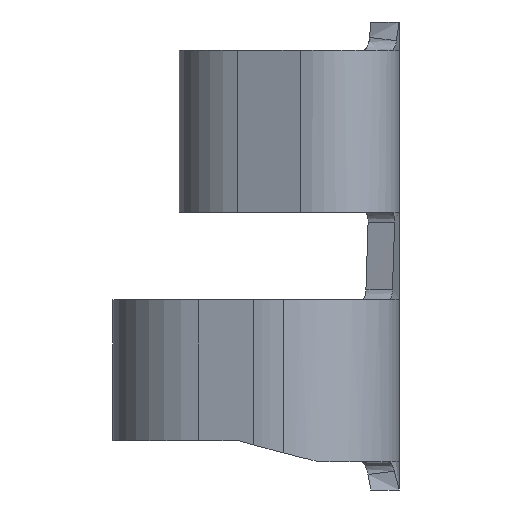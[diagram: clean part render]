
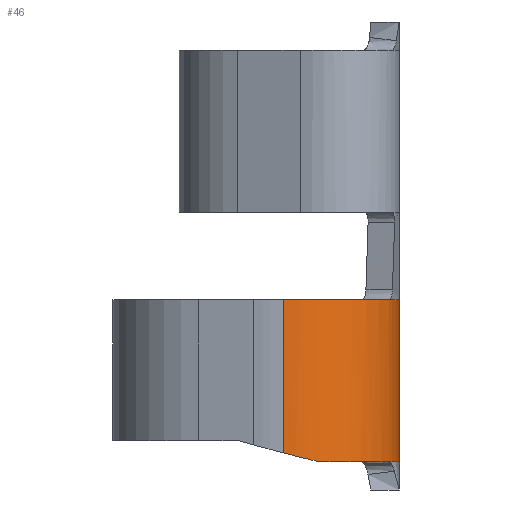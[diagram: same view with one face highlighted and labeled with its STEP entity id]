
A CAD part, left-side view. The second image highlights one B-rep face of the part: STEP entity #46.
In plain terms, the highlighted cylindrical face has radius 2.083 mm (diameter 4.166 mm), a partial arc.
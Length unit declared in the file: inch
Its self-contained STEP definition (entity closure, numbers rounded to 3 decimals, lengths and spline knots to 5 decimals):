
#46 = ADVANCED_FACE ( 'NONE', ( #6549 ), #1913, .T. ) ;
#213 = CARTESIAN_POINT ( 'NONE',  ( -0.333, 0.082, -0.1397 ) ) ;
#401 = LINE ( 'NONE', #2549, #5250 ) ;
#481 = DIRECTION ( 'NONE',  ( 0., 0., -1. ) ) ;
#570 = VERTEX_POINT ( 'NONE', #832 ) ;
#664 = CARTESIAN_POINT ( 'NONE',  ( -0.33315, 0.08201, -0.031 ) ) ;
#725 = CARTESIAN_POINT ( 'NONE',  ( -0.32896, 0.05657, -0.146 ) ) ;
#749 = EDGE_CURVE ( 'NONE', #570, #1438, #3157, .T. ) ;
#832 = CARTESIAN_POINT ( 'NONE',  ( -0.251, 0., -0.031 ) ) ;
#845 = CARTESIAN_POINT ( 'NONE',  ( -0.26992, 0.00208, -0.146 ) ) ;
#852 = VERTEX_POINT ( 'NONE', #5766 ) ;
#921 = CARTESIAN_POINT ( 'NONE',  ( -0.32533, 0.04548, -0.146 ) ) ;
#982 = VERTEX_POINT ( 'NONE', #5428 ) ;
#1044 = EDGE_CURVE ( 'NONE', #5646, #1299, #401, .T. ) ;
#1061 = EDGE_CURVE ( 'NONE', #570, #852, #6601, .T. ) ;
#1077 = EDGE_LOOP ( 'NONE', ( #1514, #4233, #6631, #4137, #6345, #4995, #1560, #2729, #5836 ) ) ;
#1184 = CARTESIAN_POINT ( 'NONE',  ( -0.2852, 0.00743, -0.146 ) ) ;
#1200 = CARTESIAN_POINT ( 'NONE',  ( -0.31169, 0.02471, -0.031 ) ) ;
#1299 = VERTEX_POINT ( 'NONE', #4051 ) ;
#1343 = CARTESIAN_POINT ( 'NONE',  ( -0.32896, 0.05657, -0.146 ) ) ;
#1381 = CARTESIAN_POINT ( 'NONE',  ( -0.25101, 0., -0.146 ) ) ;
#1392 = DIRECTION ( 'NONE',  ( -1., 0., 0. ) ) ;
#1438 = VERTEX_POINT ( 'NONE', #4246 ) ;
#1450 = CARTESIAN_POINT ( 'NONE',  ( -0.29518, 0.01268, -0.146 ) ) ;
#1483 = CARTESIAN_POINT ( 'NONE',  ( -0.28117, 0.00572, -0.031 ) ) ;
#1495 = CARTESIAN_POINT ( 'NONE',  ( -0.27005, 0.00168, -0.031 ) ) ;
#1514 = ORIENTED_EDGE ( 'NONE', *, *, #2500, .T. ) ;
#1560 = ORIENTED_EDGE ( 'NONE', *, *, #749, .F. ) ;
#1725 = CARTESIAN_POINT ( 'NONE',  ( -0.27902, 0.00489, -0.146 ) ) ;
#1873 = EDGE_CURVE ( 'NONE', #3845, #982, #3497, .T. ) ;
#1913 = CYLINDRICAL_SURFACE ( 'NONE', #3952, 0.082 ) ;
#2301 = VERTEX_POINT ( 'NONE', #1343 ) ;
#2500 = EDGE_CURVE ( 'NONE', #4891, #5646, #3860, .T. ) ;
#2549 = CARTESIAN_POINT ( 'NONE',  ( -0.333, 0.082, -0.031 ) ) ;
#2729 = ORIENTED_EDGE ( 'NONE', *, *, #1061, .T. ) ;
#2886 = CARTESIAN_POINT ( 'NONE',  ( -0.33164, 0.0648, -0.14406 ) ) ;
#3000 = CARTESIAN_POINT ( 'NONE',  ( -0.27455, 0.00331, -0.146 ) ) ;
#3074 = CARTESIAN_POINT ( 'NONE',  ( -0.32896, 0.05657, -0.146 ) ) ;
#3157 = LINE ( 'NONE', #5174, #6097 ) ;
#3332 = CARTESIAN_POINT ( 'NONE',  ( -0.32846, 0.05092, -0.031 ) ) ;
#3497 = B_SPLINE_CURVE_WITH_KNOTS ( 'NONE', 3,
 ( #1725, #3820, #5825, #1184 ),
 .UNSPECIFIED., .F., .F.,
 ( 4, 4 ),
 ( 0., 1. ),
 .UNSPECIFIED. ) ;
#3518 = CARTESIAN_POINT ( 'NONE',  ( -0.25573, 0., -0.146 ) ) ;
#3547 = EDGE_CURVE ( 'NONE', #982, #2301, #5484, .T. ) ;
#3587 = CARTESIAN_POINT ( 'NONE',  ( -0.30449, 0.01957, -0.146 ) ) ;
#3614 = CARTESIAN_POINT ( 'NONE',  ( -0.28331, 0.0066, -0.031 ) ) ;
#3625 = CARTESIAN_POINT ( 'NONE',  ( -0.27907, 0.00473, -0.031 ) ) ;
#3820 = CARTESIAN_POINT ( 'NONE',  ( -0.28109, 0.00569, -0.14597 ) ) ;
#3834 = CARTESIAN_POINT ( 'NONE',  ( -0.28547, 0.00733, -0.031 ) ) ;
#3845 = VERTEX_POINT ( 'NONE', #5176 ) ;
#3860 = B_SPLINE_CURVE_WITH_KNOTS ( 'NONE', 3,
 ( #3834, #5841, #1200, #3332, #5345, #664 ),
 .UNSPECIFIED., .F., .F.,
 ( 4, 2, 4 ),
 ( 0.23601, 0.54659, 0.85716 ),
 .UNSPECIFIED. ) ;
#3952 = AXIS2_PLACEMENT_3D ( 'NONE', #4021, #6030, #1392 ) ;
#4008 = CARTESIAN_POINT ( 'NONE',  ( -0.251, 0., -0.146 ) ) ;
#4021 = CARTESIAN_POINT ( 'NONE',  ( -0.251, 0.082, -0.031 ) ) ;
#4051 = CARTESIAN_POINT ( 'NONE',  ( -0.333, 0.082, -0.1397 ) ) ;
#4081 = CARTESIAN_POINT ( 'NONE',  ( -0.2852, 0.00743, -0.146 ) ) ;
#4122 = CARTESIAN_POINT ( 'NONE',  ( -0.251, 0., -0.031 ) ) ;
#4137 = ORIENTED_EDGE ( 'NONE', *, *, #3547, .F. ) ;
#4233 = ORIENTED_EDGE ( 'NONE', *, *, #1044, .T. ) ;
#4246 = CARTESIAN_POINT ( 'NONE',  ( -0.251, 0., -0.146 ) ) ;
#4259 =( BOUNDED_CURVE ( )  B_SPLINE_CURVE ( 3, ( #725, #2886, #4903, #213 ),
 .UNSPECIFIED., .F., .T. ) 
 B_SPLINE_CURVE_WITH_KNOTS ( ( 4, 4 ),
 ( 0.99363, 1.309 ),
 .UNSPECIFIED. ) 
 CURVE ( )  GEOMETRIC_REPRESENTATION_ITEM ( )  RATIONAL_B_SPLINE_CURVE ( ( 1., 0.992, 0.992, 1. ) ) 
 REPRESENTATION_ITEM ( '' )  );
#4613 = DIRECTION ( 'NONE',  ( 0., 0., -1. ) ) ;
#4766 = B_SPLINE_CURVE_WITH_KNOTS ( 'NONE', 3,
 ( #6121, #1483, #3614, #5622 ),
 .UNSPECIFIED., .F., .F.,
 ( 4, 4 ),
 ( 0., 1. ),
 .UNSPECIFIED. ) ;
#4891 = VERTEX_POINT ( 'NONE', #6563 ) ;
#4903 = CARTESIAN_POINT ( 'NONE',  ( -0.333, 0.07334, -0.14194 ) ) ;
#4995 = ORIENTED_EDGE ( 'NONE', *, *, #5910, .F. ) ;
#5018 = CARTESIAN_POINT ( 'NONE',  ( -0.27902, 0.00489, -0.146 ) ) ;
#5078 = B_SPLINE_CURVE_WITH_KNOTS ( 'NONE', 3,
 ( #4008, #6018, #1381, #3518, #5519, #845, #3000, #5018 ),
 .UNSPECIFIED., .F., .F.,
 ( 4, 2, 2, 4 ),
 ( 0., 0.00042, 0.50021, 1. ),
 .UNSPECIFIED. ) ;
#5174 = CARTESIAN_POINT ( 'NONE',  ( -0.251, 0., -0.031 ) ) ;
#5176 = CARTESIAN_POINT ( 'NONE',  ( -0.27902, 0.00489, -0.146 ) ) ;
#5250 = VECTOR ( 'NONE', #4613, 39.37008 ) ;
#5345 = CARTESIAN_POINT ( 'NONE',  ( -0.333, 0.06645, -0.031 ) ) ;
#5428 = CARTESIAN_POINT ( 'NONE',  ( -0.2852, 0.00743, -0.146 ) ) ;
#5484 = B_SPLINE_CURVE_WITH_KNOTS ( 'NONE', 3,
 ( #4081, #6091, #1450, #3587, #5593, #921, #3074 ),
 .UNSPECIFIED., .F., .F.,
 ( 4, 2, 1, 4 ),
 ( 0.34386, 0.50789, 0.67193, 1. ),
 .UNSPECIFIED. ) ;
#5519 = CARTESIAN_POINT ( 'NONE',  ( -0.26051, 0.00042, -0.146 ) ) ;
#5593 = CARTESIAN_POINT ( 'NONE',  ( -0.31704, 0.03095, -0.146 ) ) ;
#5622 = CARTESIAN_POINT ( 'NONE',  ( -0.28547, 0.00733, -0.031 ) ) ;
#5646 = VERTEX_POINT ( 'NONE', #6409 ) ;
#5766 = CARTESIAN_POINT ( 'NONE',  ( -0.27907, 0.00473, -0.031 ) ) ;
#5825 = CARTESIAN_POINT ( 'NONE',  ( -0.28318, 0.00646, -0.14594 ) ) ;
#5836 = ORIENTED_EDGE ( 'NONE', *, *, #5943, .T. ) ;
#5841 = CARTESIAN_POINT ( 'NONE',  ( -0.29949, 0.01407, -0.031 ) ) ;
#5910 = EDGE_CURVE ( 'NONE', #1438, #3845, #5078, .T. ) ;
#5943 = EDGE_CURVE ( 'NONE', #852, #4891, #4766, .T. ) ;
#6018 = CARTESIAN_POINT ( 'NONE',  ( -0.251, 0., -0.146 ) ) ;
#6030 = DIRECTION ( 'NONE',  ( 0., 0., -1. ) ) ;
#6091 = CARTESIAN_POINT ( 'NONE',  ( -0.29027, 0.00975, -0.146 ) ) ;
#6097 = VECTOR ( 'NONE', #481, 39.37008 ) ;
#6121 = CARTESIAN_POINT ( 'NONE',  ( -0.27907, 0.00473, -0.031 ) ) ;
#6136 = CARTESIAN_POINT ( 'NONE',  ( -0.26052, 0., -0.031 ) ) ;
#6345 = ORIENTED_EDGE ( 'NONE', *, *, #1873, .F. ) ;
#6409 = CARTESIAN_POINT ( 'NONE',  ( -0.33315, 0.08201, -0.031 ) ) ;
#6549 = FACE_OUTER_BOUND ( 'NONE', #1077, .T. ) ;
#6563 = CARTESIAN_POINT ( 'NONE',  ( -0.28547, 0.00733, -0.031 ) ) ;
#6601 = B_SPLINE_CURVE_WITH_KNOTS ( 'NONE', 3,
 ( #4122, #6136, #1495, #3625 ),
 .UNSPECIFIED., .F., .F.,
 ( 4, 4 ),
 ( 0., 0.19014 ),
 .UNSPECIFIED. ) ;
#6631 = ORIENTED_EDGE ( 'NONE', *, *, #6689, .F. ) ;
#6689 = EDGE_CURVE ( 'NONE', #2301, #1299, #4259, .T. ) ;
